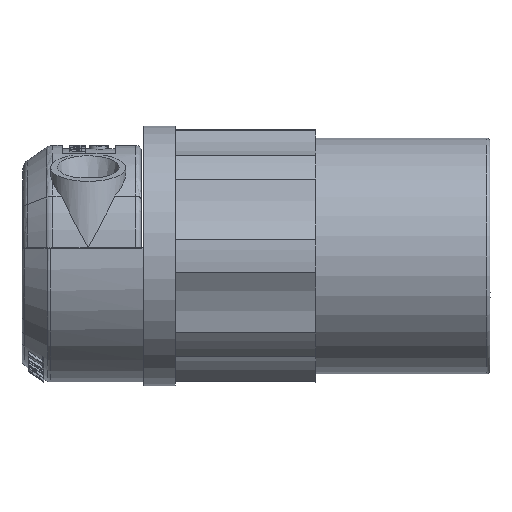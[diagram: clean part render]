
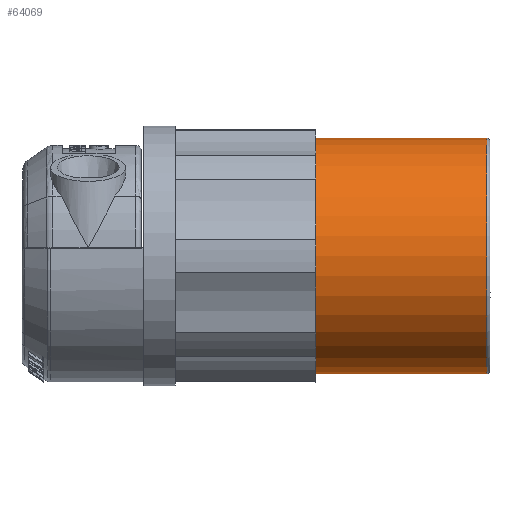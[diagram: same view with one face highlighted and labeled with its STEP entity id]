
A CAD part, front view. The second image highlights one B-rep face of the part: STEP entity #64069.
In plain terms, the highlighted cylindrical face has radius 17.653 mm (diameter 35.306 mm), a full revolution.
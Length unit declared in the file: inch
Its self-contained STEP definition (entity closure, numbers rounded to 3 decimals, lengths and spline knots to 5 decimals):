
#20 = CYLINDRICAL_SURFACE ( 'NONE', #2986, 0.695 ) ;
#2029 = ORIENTED_EDGE ( 'NONE', *, *, #30222, .F. ) ;
#2986 = AXIS2_PLACEMENT_3D ( 'NONE', #22789, #45637, #40423 ) ;
#9663 = CARTESIAN_POINT ( 'NONE',  ( -0.82968, 0.36198, -0.82417 ) ) ;
#10955 = DIRECTION ( 'NONE',  ( 0., -1., 0. ) ) ;
#14894 = CARTESIAN_POINT ( 'NONE',  ( 0.17732, -0.33302, -0.12917 ) ) ;
#15793 = CIRCLE ( 'NONE', #68378, 0.695 ) ;
#17763 = DIRECTION ( 'NONE',  ( 0., 0., -1. ) ) ;
#18362 = DIRECTION ( 'NONE',  ( -1., 0., 0. ) ) ;
#21347 = ORIENTED_EDGE ( 'NONE', *, *, #44899, .T. ) ;
#22527 = CARTESIAN_POINT ( 'NONE',  ( 0.17732, 0.36198, -0.12917 ) ) ;
#22789 = CARTESIAN_POINT ( 'NONE',  ( 0.17732, 0.36198, -0.12917 ) ) ;
#30222 = EDGE_CURVE ( 'NONE', #72511, #72511, #60548, .T. ) ;
#35365 = AXIS2_PLACEMENT_3D ( 'NONE', #51502, #62056, #17763 ) ;
#40423 = DIRECTION ( 'NONE',  ( 0., -1., 0. ) ) ;
#44899 = EDGE_CURVE ( 'NONE', #66564, #66564, #15793, .T. ) ;
#45637 = DIRECTION ( 'NONE',  ( -1., 0., 0. ) ) ;
#45880 = EDGE_LOOP ( 'NONE', ( #21347 ) ) ;
#47395 = EDGE_LOOP ( 'NONE', ( #2029 ) ) ;
#51502 = CARTESIAN_POINT ( 'NONE',  ( -0.82968, 0.36198, -0.12917 ) ) ;
#57285 = FACE_OUTER_BOUND ( 'NONE', #45880, .T. ) ;
#60548 = CIRCLE ( 'NONE', #35365, 0.695 ) ;
#62056 = DIRECTION ( 'NONE',  ( -1., 0., 0. ) ) ;
#64069 = ADVANCED_FACE ( 'NONE', ( #69222, #57285 ), #20, .T. ) ;
#66564 = VERTEX_POINT ( 'NONE', #14894 ) ;
#68378 = AXIS2_PLACEMENT_3D ( 'NONE', #22527, #18362, #10955 ) ;
#69222 = FACE_OUTER_BOUND ( 'NONE', #47395, .T. ) ;
#72511 = VERTEX_POINT ( 'NONE', #9663 ) ;
